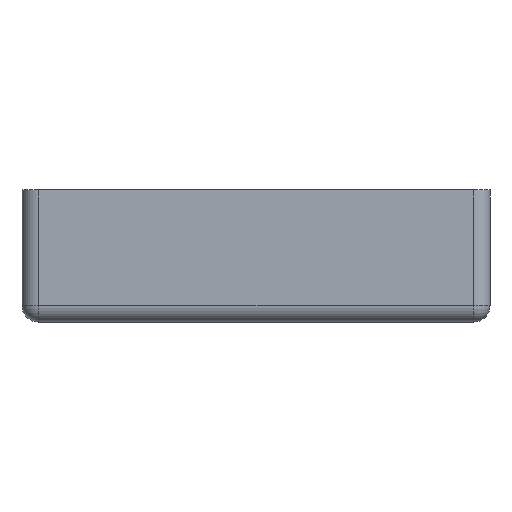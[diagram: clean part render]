
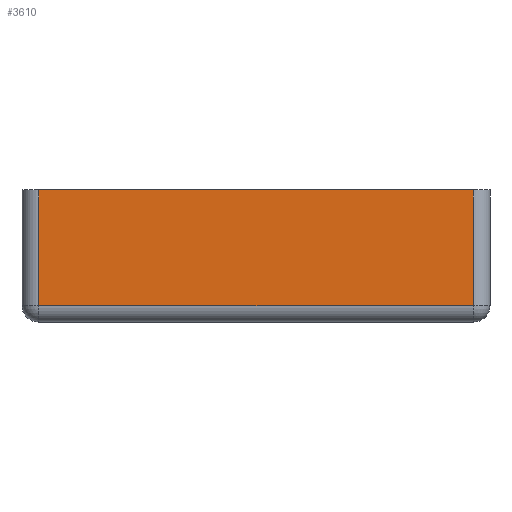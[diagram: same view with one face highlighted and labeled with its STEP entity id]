
A CAD part, left-side view. The second image highlights one B-rep face of the part: STEP entity #3610.
In plain terms, the highlighted planar face has unit normal (-1, 0, 0).
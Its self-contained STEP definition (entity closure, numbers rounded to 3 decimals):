
#274 = CYLINDRICAL_SURFACE('',#275,2.);
#275 = AXIS2_PLACEMENT_3D('',#276,#277,#278);
#276 = CARTESIAN_POINT('',(2.,0.,2.));
#277 = DIRECTION('',(0.,1.,0.));
#278 = DIRECTION('',(-1.,0.,0.));
#1522 = EDGE_CURVE('',#1523,#1525,#1527,.T.);
#1523 = VERTEX_POINT('',#1524);
#1524 = CARTESIAN_POINT('',(0.,2.,2.));
#1525 = VERTEX_POINT('',#1526);
#1526 = CARTESIAN_POINT('',(0.,54.7,2.));
#1527 = SURFACE_CURVE('',#1528,(#1532,#1539),.PCURVE_S1.);
#1528 = LINE('',#1529,#1530);
#1529 = CARTESIAN_POINT('',(0.,0.,2.));
#1530 = VECTOR('',#1531,1.);
#1531 = DIRECTION('',(0.,1.,0.));
#1532 = PCURVE('',#274,#1533);
#1533 = DEFINITIONAL_REPRESENTATION('',(#1534),#1538);
#1534 = LINE('',#1535,#1536);
#1535 = CARTESIAN_POINT('',(6.283,0.));
#1536 = VECTOR('',#1537,1.);
#1537 = DIRECTION('',(-0.,1.));
#1538 = ( GEOMETRIC_REPRESENTATION_CONTEXT(2) 
PARAMETRIC_REPRESENTATION_CONTEXT() REPRESENTATION_CONTEXT('2D SPACE',''
  ) );
#1539 = PCURVE('',#1540,#1545);
#1540 = PLANE('',#1541);
#1541 = AXIS2_PLACEMENT_3D('',#1542,#1543,#1544);
#1542 = CARTESIAN_POINT('',(0.,0.,0.));
#1543 = DIRECTION('',(1.,0.,0.));
#1544 = DIRECTION('',(0.,0.,1.));
#1545 = DEFINITIONAL_REPRESENTATION('',(#1546),#1550);
#1546 = LINE('',#1547,#1548);
#1547 = CARTESIAN_POINT('',(2.,0.));
#1548 = VECTOR('',#1549,1.);
#1549 = DIRECTION('',(0.,-1.));
#1550 = ( GEOMETRIC_REPRESENTATION_CONTEXT(2) 
PARAMETRIC_REPRESENTATION_CONTEXT() REPRESENTATION_CONTEXT('2D SPACE',''
  ) );
#3599 = CYLINDRICAL_SURFACE('',#3600,2.);
#3600 = AXIS2_PLACEMENT_3D('',#3601,#3602,#3603);
#3601 = CARTESIAN_POINT('',(2.,2.,0.));
#3602 = DIRECTION('',(0.,0.,1.));
#3603 = DIRECTION('',(-1.,0.,0.));
#3610 = ADVANCED_FACE('',(#3611),#1540,.F.);
#3611 = FACE_BOUND('',#3612,.F.);
#3612 = EDGE_LOOP('',(#3613,#3643,#3664,#3665));
#3613 = ORIENTED_EDGE('',*,*,#3614,.F.);
#3614 = EDGE_CURVE('',#3615,#3617,#3619,.T.);
#3615 = VERTEX_POINT('',#3616);
#3616 = CARTESIAN_POINT('',(0.,2.,16.));
#3617 = VERTEX_POINT('',#3618);
#3618 = CARTESIAN_POINT('',(0.,54.7,16.));
#3619 = SURFACE_CURVE('',#3620,(#3624,#3631),.PCURVE_S1.);
#3620 = LINE('',#3621,#3622);
#3621 = CARTESIAN_POINT('',(0.,0.,16.));
#3622 = VECTOR('',#3623,1.);
#3623 = DIRECTION('',(0.,1.,0.));
#3624 = PCURVE('',#1540,#3625);
#3625 = DEFINITIONAL_REPRESENTATION('',(#3626),#3630);
#3626 = LINE('',#3627,#3628);
#3627 = CARTESIAN_POINT('',(16.,0.));
#3628 = VECTOR('',#3629,1.);
#3629 = DIRECTION('',(0.,-1.));
#3630 = ( GEOMETRIC_REPRESENTATION_CONTEXT(2) 
PARAMETRIC_REPRESENTATION_CONTEXT() REPRESENTATION_CONTEXT('2D SPACE',''
  ) );
#3631 = PCURVE('',#3632,#3637);
#3632 = PLANE('',#3633);
#3633 = AXIS2_PLACEMENT_3D('',#3634,#3635,#3636);
#3634 = CARTESIAN_POINT('',(0.,0.,16.));
#3635 = DIRECTION('',(0.,0.,1.));
#3636 = DIRECTION('',(1.,0.,-0.));
#3637 = DEFINITIONAL_REPRESENTATION('',(#3638),#3642);
#3638 = LINE('',#3639,#3640);
#3639 = CARTESIAN_POINT('',(0.,0.));
#3640 = VECTOR('',#3641,1.);
#3641 = DIRECTION('',(0.,1.));
#3642 = ( GEOMETRIC_REPRESENTATION_CONTEXT(2) 
PARAMETRIC_REPRESENTATION_CONTEXT() REPRESENTATION_CONTEXT('2D SPACE',''
  ) );
#3643 = ORIENTED_EDGE('',*,*,#3644,.F.);
#3644 = EDGE_CURVE('',#1523,#3615,#3645,.T.);
#3645 = SURFACE_CURVE('',#3646,(#3650,#3657),.PCURVE_S1.);
#3646 = LINE('',#3647,#3648);
#3647 = CARTESIAN_POINT('',(0.,2.,0.));
#3648 = VECTOR('',#3649,1.);
#3649 = DIRECTION('',(0.,0.,1.));
#3650 = PCURVE('',#1540,#3651);
#3651 = DEFINITIONAL_REPRESENTATION('',(#3652),#3656);
#3652 = LINE('',#3653,#3654);
#3653 = CARTESIAN_POINT('',(0.,-2.));
#3654 = VECTOR('',#3655,1.);
#3655 = DIRECTION('',(1.,0.));
#3656 = ( GEOMETRIC_REPRESENTATION_CONTEXT(2) 
PARAMETRIC_REPRESENTATION_CONTEXT() REPRESENTATION_CONTEXT('2D SPACE',''
  ) );
#3657 = PCURVE('',#3599,#3658);
#3658 = DEFINITIONAL_REPRESENTATION('',(#3659),#3663);
#3659 = LINE('',#3660,#3661);
#3660 = CARTESIAN_POINT('',(0.,0.));
#3661 = VECTOR('',#3662,1.);
#3662 = DIRECTION('',(0.,1.));
#3663 = ( GEOMETRIC_REPRESENTATION_CONTEXT(2) 
PARAMETRIC_REPRESENTATION_CONTEXT() REPRESENTATION_CONTEXT('2D SPACE',''
  ) );
#3664 = ORIENTED_EDGE('',*,*,#1522,.T.);
#3665 = ORIENTED_EDGE('',*,*,#3666,.T.);
#3666 = EDGE_CURVE('',#1525,#3617,#3667,.T.);
#3667 = SURFACE_CURVE('',#3668,(#3672,#3679),.PCURVE_S1.);
#3668 = LINE('',#3669,#3670);
#3669 = CARTESIAN_POINT('',(0.,54.7,0.));
#3670 = VECTOR('',#3671,1.);
#3671 = DIRECTION('',(0.,0.,1.));
#3672 = PCURVE('',#1540,#3673);
#3673 = DEFINITIONAL_REPRESENTATION('',(#3674),#3678);
#3674 = LINE('',#3675,#3676);
#3675 = CARTESIAN_POINT('',(0.,-54.7));
#3676 = VECTOR('',#3677,1.);
#3677 = DIRECTION('',(1.,0.));
#3678 = ( GEOMETRIC_REPRESENTATION_CONTEXT(2) 
PARAMETRIC_REPRESENTATION_CONTEXT() REPRESENTATION_CONTEXT('2D SPACE',''
  ) );
#3679 = PCURVE('',#3680,#3685);
#3680 = CYLINDRICAL_SURFACE('',#3681,2.);
#3681 = AXIS2_PLACEMENT_3D('',#3682,#3683,#3684);
#3682 = CARTESIAN_POINT('',(2.,54.7,0.));
#3683 = DIRECTION('',(0.,0.,1.));
#3684 = DIRECTION('',(-1.,0.,0.));
#3685 = DEFINITIONAL_REPRESENTATION('',(#3686),#3690);
#3686 = LINE('',#3687,#3688);
#3687 = CARTESIAN_POINT('',(6.283,0.));
#3688 = VECTOR('',#3689,1.);
#3689 = DIRECTION('',(-0.,1.));
#3690 = ( GEOMETRIC_REPRESENTATION_CONTEXT(2) 
PARAMETRIC_REPRESENTATION_CONTEXT() REPRESENTATION_CONTEXT('2D SPACE',''
  ) );
